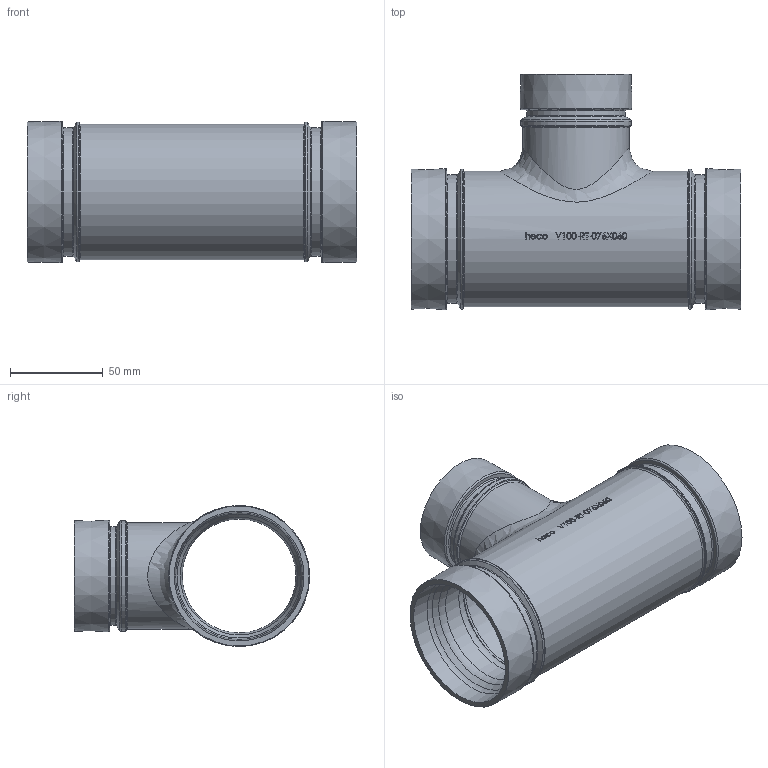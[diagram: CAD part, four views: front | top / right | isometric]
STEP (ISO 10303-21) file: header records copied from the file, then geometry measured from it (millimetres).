
FILE_DESCRIPTION (( 'STEP AP214' ), '1' );
FILE_NAME ('V100-RT-076X060-x Typ E493 DN65x50 212x200 Ø76,1x60,3 1812.STEP', '2018-12-14T10:43:57', ( '' ), ( '' ), 'SwSTEP 2.0', 'SolidWorks 2016', '' );
FILE_SCHEMA (( 'AUTOMOTIVE_DESIGN' ));
Length unit declared in the file: inch
Products named in the file (1): V100-RT-076X060-x Typ E493 DN65x50 212x200 Ø76,1x60,3 1812
Bounding box: 177.8 x 126.99 x 76.17 mm (x, y, z)
Volume: 186938.4 mm3; surface area: 97942.8 mm2
Topology: 1 solids, 1 shells, 275 faces, 675 edges, 435 vertices
Faces by surface type: bspline 133, plane 55, cylinder 42, torus 30, cone 15
Full cylindrical faces by diameter (mm): 45.364 x1, 50.47 x1, 53.34 x1, 57.277 x1, 59.563 x1, 61.366 x2, 66.345 x1, 69.342 x2, 73.152 x1, 75.438 x2
Entity records: 29626 total; most frequent: CARTESIAN_POINT 21929, ORIENTED_EDGE 1214, EDGE_CURVE 607, DIRECTION 581, VERTEX_POINT 427, B_SPLINE_CURVE_WITH_KNOTS 413, EDGE_LOOP 372, FACE_OUTER_BOUND 320
